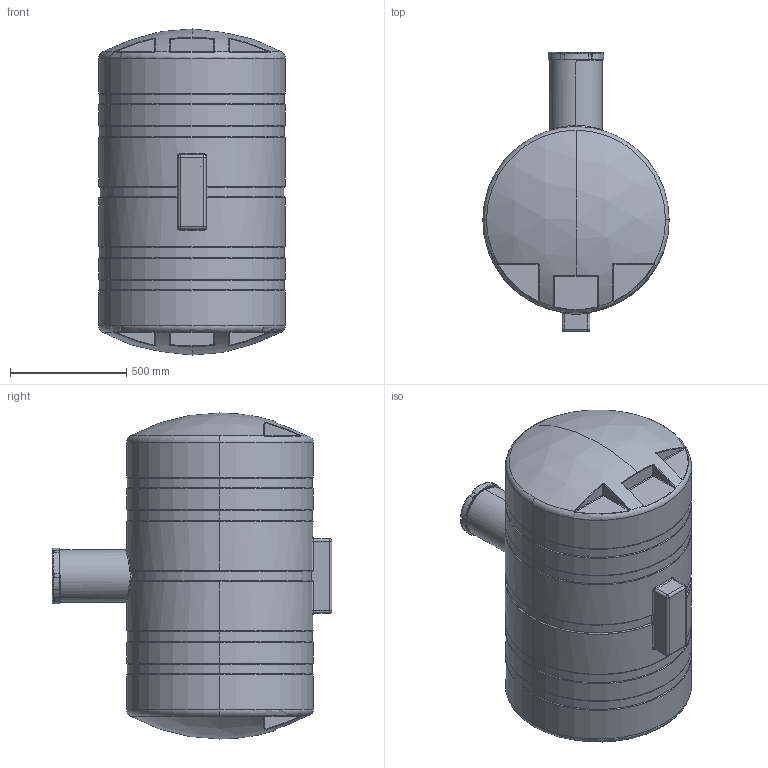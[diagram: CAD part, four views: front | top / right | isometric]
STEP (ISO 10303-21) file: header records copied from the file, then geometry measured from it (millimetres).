
FILE_DESCRIPTION (( 'STEP AP203' ), '1' );
FILE_NAME ('TANQUE_CILINDRICO_DE_600_LT.STEP', '2017-06-16T16:13:44', ( '' ), ( '' ), 'SwSTEP 2.0', 'SolidWorks 2011', '' );
FILE_SCHEMA (( 'CONFIG_CONTROL_DESIGN' ));
Length unit declared in the file: millimetre
Products named in the file (3): TAMPA_225_TANQUE_600_LT; TANQUE CILINDRICO DE 600 LT; TANQUE_CILINDRICO_DE_600_LT
Assembly tree (2 placements, depth 2):
  TANQUE_CILINDRICO_DE_600_LT
    TANQUE CILINDRICO DE 600 LT
    TAMPA_225_TANQUE_600_LT
Bounding box: 800 x 1200 x 1400 mm (x, y, z)
Volume: 651225272 mm3; surface area: 4818915.4 mm2
Topology: 2 solids, 2 shells, 288 faces, 690 edges, 396 vertices
Faces by surface type: cylinder 89, torus 67, plane 58, bspline 50, sphere 24
Entity records: 15152 total; most frequent: CARTESIAN_POINT 8553, ORIENTED_EDGE 1356, DIRECTION 1339, EDGE_CURVE 678, AXIS2_PLACEMENT_3D 568, VERTEX_POINT 396, CIRCLE 325, EDGE_LOOP 290
